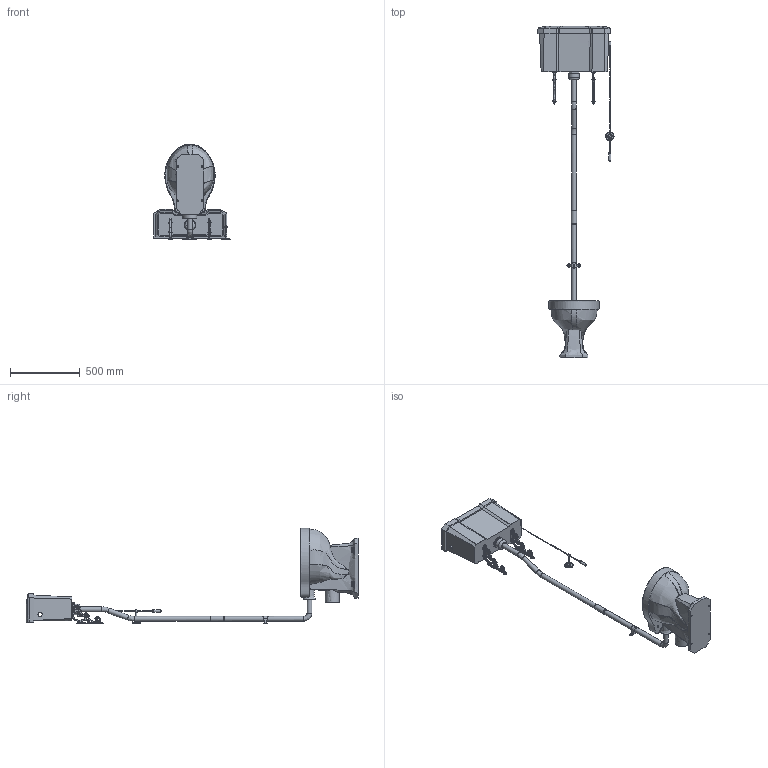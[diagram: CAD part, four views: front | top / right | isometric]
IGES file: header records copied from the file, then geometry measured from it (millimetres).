
Global section: file name: 2773; native system: AutoCAD 2016 - English; preprocessor: Autodesk Translation Framework DWG producer (atf_dwg_producer); organization: unknown; date: 20161028.083756; units: millimetre
Bounding box: 545 x 2380 x 683.06 mm (x, y, z)
Volume: 19460834.8 mm3; surface area: 2928890.6 mm2
Topology: 104 solids, 106 shells, 1398 faces, 3591 edges, 2417 vertices
Faces by surface type: bspline 1398
